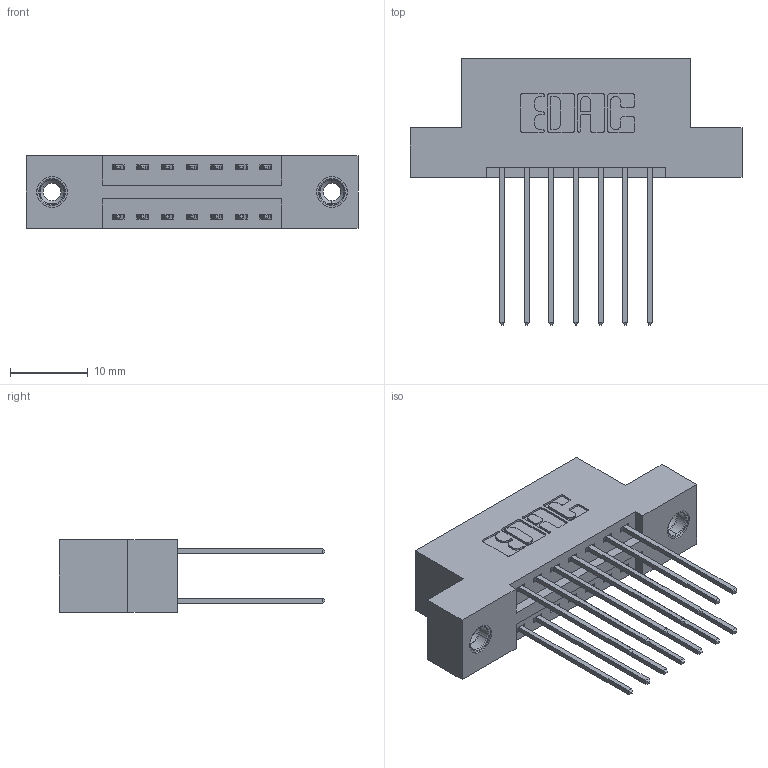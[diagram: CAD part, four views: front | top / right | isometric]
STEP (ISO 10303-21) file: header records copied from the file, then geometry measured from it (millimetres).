
FILE_DESCRIPTION (( 'STEP AP203' ), '1' );
FILE_NAME ('396-014-541-208.STEP', '2019-10-29T20:10:25', ( '' ), ( '' ), 'SwSTEP 2.0', 'SolidWorks 2016', '' );
FILE_SCHEMA (( 'CONFIG_CONTROL_DESIGN' ));
Length unit declared in the file: inch
Products named in the file (4): 396-014-541-208; 345-292-001_345-293-141; 346 Part_Flush Mounting Lugs - 0.156 Dia-TI; 345-250-001_345-250-003-102
Assembly tree (17 placements, depth 2):
  396-014-541-208
    346 Part_Flush Mounting Lugs - 0.156 Dia-TI
    345-292-001_345-293-141  x14
    345-250-001_345-250-003-102  x2
Bounding box: 42.8 x 34.29 x 9.4 mm (x, y, z)
Volume: 3975.4 mm3; surface area: 5319.6 mm2
Topology: 17 solids, 17 shells, 910 faces, 2635 edges, 1730 vertices
Faces by surface type: plane 598, cylinder 296, cone 12, torus 4
Entity records: 10484 total; most frequent: CARTESIAN_POINT 1759, ORIENTED_EDGE 1686, DIRECTION 1629, EDGE_CURVE 843, LINE 663, VECTOR 663, VERTEX_POINT 556, AXIS2_PLACEMENT_3D 483
